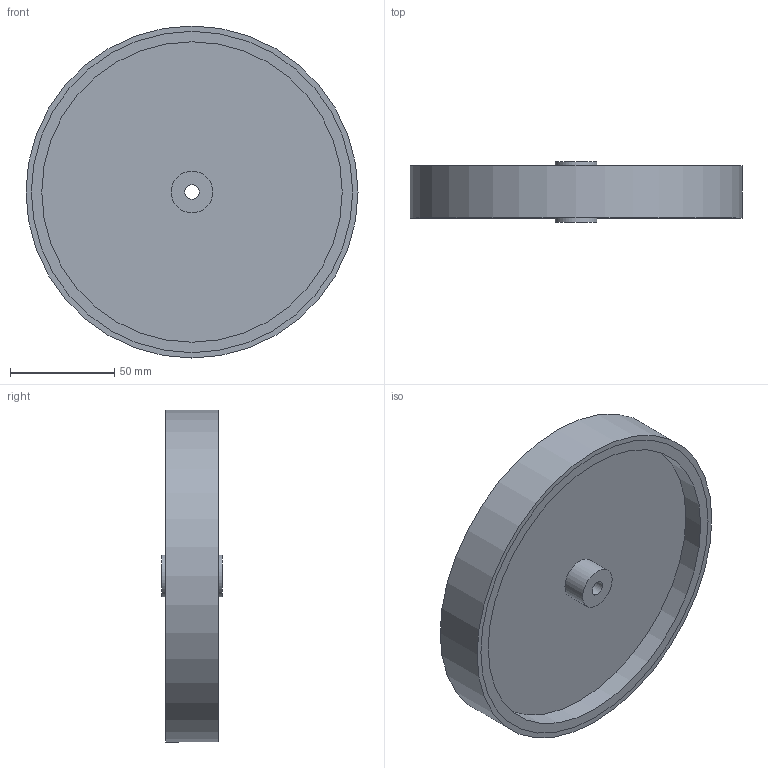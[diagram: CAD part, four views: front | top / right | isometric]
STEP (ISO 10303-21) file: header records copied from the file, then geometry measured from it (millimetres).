
FILE_DESCRIPTION (( 'STEP AP203' ), '1' );
FILE_NAME ('250814 STEP 3-400775-00_5486A.STEP', '2025-08-14T07:25:52', ( '' ), ( '' ), 'SwSTEP 2.0', 'SolidWorks 2024', '' );
FILE_SCHEMA (( 'CONFIG_CONTROL_DESIGN' ));
Length unit declared in the file: millimetre
Products named in the file (1): 250814 STEP 3-400775-00_5486A
Bounding box: 159.14 x 29 x 159.14 mm (x, y, z)
Volume: 177969.3 mm3; surface area: 87586.9 mm2
Topology: 2 solids, 2 shells, 16 faces, 28 edges, 20 vertices
Faces by surface type: cylinder 8, plane 8
Full cylindrical faces by diameter (mm): 7 x1, 20 x2, 144 x2, 154 x2, 159.14 x1
Entity records: 407 total; most frequent: DIRECTION 66, CARTESIAN_POINT 49, AXIS2_PLACEMENT_3D 33, ORIENTED_EDGE 32, EDGE_LOOP 32, FACE_OUTER_BOUND 24, EDGE_CURVE 16, VERTEX_POINT 16
